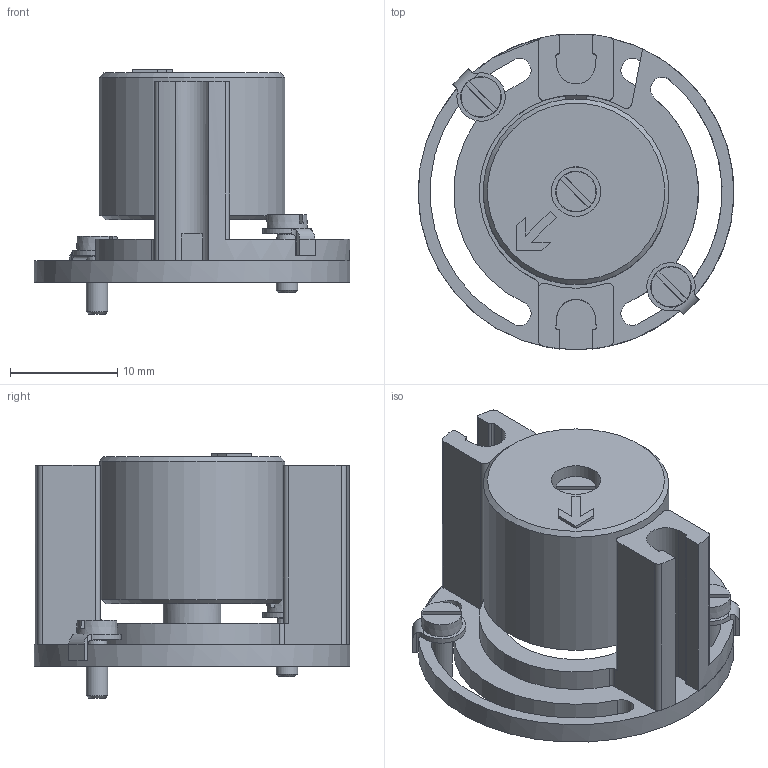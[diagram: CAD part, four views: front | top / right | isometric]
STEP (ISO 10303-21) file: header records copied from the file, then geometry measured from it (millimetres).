
FILE_DESCRIPTION(/* description */ ('STEP AP214'),/* implementation_level */ '2;1');
FILE_NAME(/* name */ '173205_WSM-6-SME-10',/* time_stamp */ '2024-09-18T13:27:49+02:00',/* author */ ('License CC BY-ND 4.0'),/* organization */ ('CADENAS'),/* preprocessor_version */ 'ST-DEVELOPER v19.3',/* originating_system */ 'PARTsolutions',/* authorisation */ ' ');
FILE_SCHEMA (('AUTOMOTIVE_DESIGN {1 0 10303 214 3 1 1}'));
Length unit declared in the file: millimetre
Products named in the file (8): 173205 WSM-6-SME-10; 678676 WSM-6-SME-10---(halter_rechts); 678679 WSM-6-SME-10---(halter_links); 380816---(scheibe); DIN-84 - M2x6; 372798 WSM-6-SME-10---(halter_magnet); Tooth lock washer DIN 6797 - J2.2; DIN-84 - M2x10
Assembly tree (9 placements, depth 2):
  173205 WSM-6-SME-10
    678676 WSM-6-SME-10---(halter_rechts)
    678679 WSM-6-SME-10---(halter_links)
    380816---(scheibe)  x2
    DIN-84 - M2x6  x2
    372798 WSM-6-SME-10---(halter_magnet)
    Tooth lock washer DIN 6797 - J2.2
    DIN-84 - M2x10
Bounding box: 29.4 x 29.39 x 22.8 mm (x, y, z)
Volume: 3574.3 mm3; surface area: 6326.3 mm2
Topology: 9 solids, 9 shells, 252 faces, 665 edges, 437 vertices
Faces by surface type: plane 136, cylinder 98, cone 15, torus 3
Full cylindrical faces by diameter (mm): 2 x3, 2.2 x2, 2.4 x1, 3.8 x1, 4.6 x2, 5.4 x1, 14 x1, 15.3 x1, 17.3 x1, 18 x2, 29.4 x1
Entity records: 7192 total; most frequent: DIRECTION 1259, CARTESIAN_POINT 1248, ORIENTED_EDGE 1142, EDGE_CURVE 571, AXIS2_PLACEMENT_3D 468, VERTEX_POINT 391, LINE 323, VECTOR 323
